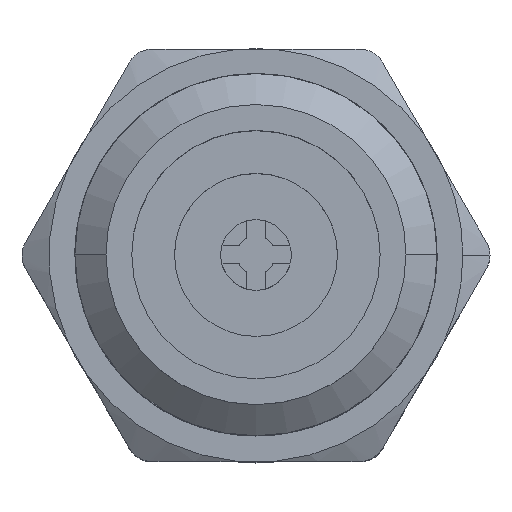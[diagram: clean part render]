
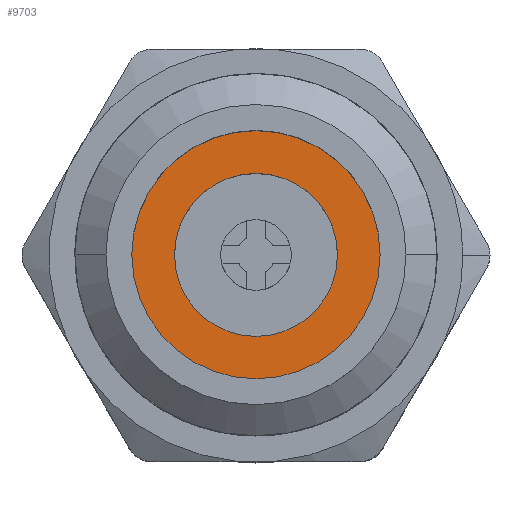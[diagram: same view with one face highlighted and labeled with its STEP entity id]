
A CAD part, top view. The second image highlights one B-rep face of the part: STEP entity #9703.
In plain terms, the highlighted planar face has unit normal (0, 0, 1).
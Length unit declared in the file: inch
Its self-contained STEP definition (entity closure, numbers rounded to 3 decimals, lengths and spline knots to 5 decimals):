
#783 = EDGE_CURVE ( 'NONE', #13216, #16012, #2859, .T. ) ;
#1176 = CARTESIAN_POINT ( 'NONE',  ( 0., 0., 0.17953 ) ) ;
#1418 = ORIENTED_EDGE ( 'NONE', *, *, #783, .F. ) ;
#1586 = ORIENTED_EDGE ( 'NONE', *, *, #3777, .T. ) ;
#1666 = CARTESIAN_POINT ( 'NONE',  ( 0.06201, 0., 0.17953 ) ) ;
#2509 = DIRECTION ( 'NONE',  ( 0., 0., 1. ) ) ;
#2859 = CIRCLE ( 'NONE', #15857, 0.06201 ) ;
#2999 = CARTESIAN_POINT ( 'NONE',  ( 0., 0., 0.17953 ) ) ;
#3643 = VERTEX_POINT ( 'NONE', #10928 ) ;
#3777 = EDGE_CURVE ( 'NONE', #3643, #13045, #15078, .T. ) ;
#4297 = EDGE_LOOP ( 'NONE', ( #14955, #1586 ) ) ;
#4568 = AXIS2_PLACEMENT_3D ( 'NONE', #11668, #15581, #13083 ) ;
#5247 = CARTESIAN_POINT ( 'NONE',  ( -0.09449, 0., 0.17953 ) ) ;
#5250 = CIRCLE ( 'NONE', #17520, 0.09449 ) ;
#5462 = DIRECTION ( 'NONE',  ( 0., 0., 1. ) ) ;
#5615 = DIRECTION ( 'NONE',  ( 1., 0., 0. ) ) ;
#7173 = DIRECTION ( 'NONE',  ( 0., 0., 1. ) ) ;
#7414 = CARTESIAN_POINT ( 'NONE',  ( 0., 0., 0.17953 ) ) ;
#7474 = EDGE_CURVE ( 'NONE', #16012, #13216, #14018, .T. ) ;
#8402 = PLANE ( 'NONE',  #13112 ) ;
#8599 = DIRECTION ( 'NONE',  ( -1., 0., 0. ) ) ;
#8834 = CARTESIAN_POINT ( 'NONE',  ( -0.06201, 0., 0.17953 ) ) ;
#9093 = FACE_OUTER_BOUND ( 'NONE', #4297, .T. ) ;
#9703 = ADVANCED_FACE ( 'NONE', ( #9093, #15366 ), #8402, .T. ) ;
#9784 = CARTESIAN_POINT ( 'NONE',  ( 0., 0., 0.17953 ) ) ;
#10284 = DIRECTION ( 'NONE',  ( -1., 0., 0. ) ) ;
#10928 = CARTESIAN_POINT ( 'NONE',  ( 0.09449, 0., 0.17953 ) ) ;
#11668 = CARTESIAN_POINT ( 'NONE',  ( 0., 0., 0.17953 ) ) ;
#11811 = ORIENTED_EDGE ( 'NONE', *, *, #7474, .F. ) ;
#11999 = EDGE_LOOP ( 'NONE', ( #11811, #1418 ) ) ;
#13045 = VERTEX_POINT ( 'NONE', #5247 ) ;
#13083 = DIRECTION ( 'NONE',  ( 1., 0., 0. ) ) ;
#13112 = AXIS2_PLACEMENT_3D ( 'NONE', #9784, #16811, #5615 ) ;
#13216 = VERTEX_POINT ( 'NONE', #1666 ) ;
#13470 = EDGE_CURVE ( 'NONE', #13045, #3643, #5250, .T. ) ;
#13683 = AXIS2_PLACEMENT_3D ( 'NONE', #1176, #2509, #8599 ) ;
#14018 = CIRCLE ( 'NONE', #13683, 0.06201 ) ;
#14955 = ORIENTED_EDGE ( 'NONE', *, *, #13470, .T. ) ;
#15078 = CIRCLE ( 'NONE', #4568, 0.09449 ) ;
#15366 = FACE_BOUND ( 'NONE', #11999, .T. ) ;
#15581 = DIRECTION ( 'NONE',  ( 0., 0., 1. ) ) ;
#15857 = AXIS2_PLACEMENT_3D ( 'NONE', #2999, #5462, #16403 ) ;
#16012 = VERTEX_POINT ( 'NONE', #8834 ) ;
#16403 = DIRECTION ( 'NONE',  ( 1., 0., 0. ) ) ;
#16811 = DIRECTION ( 'NONE',  ( 0., 0., 1. ) ) ;
#17520 = AXIS2_PLACEMENT_3D ( 'NONE', #7414, #7173, #10284 ) ;
